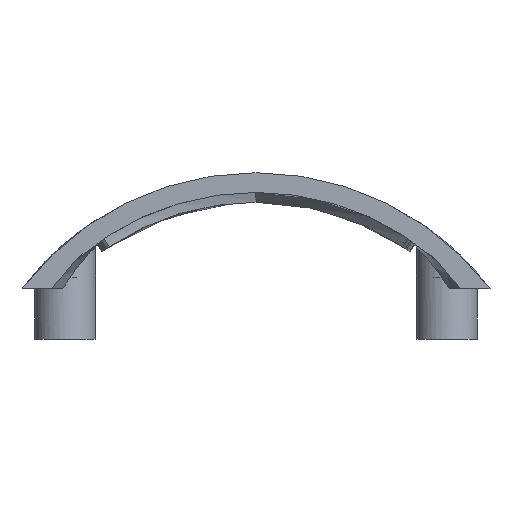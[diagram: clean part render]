
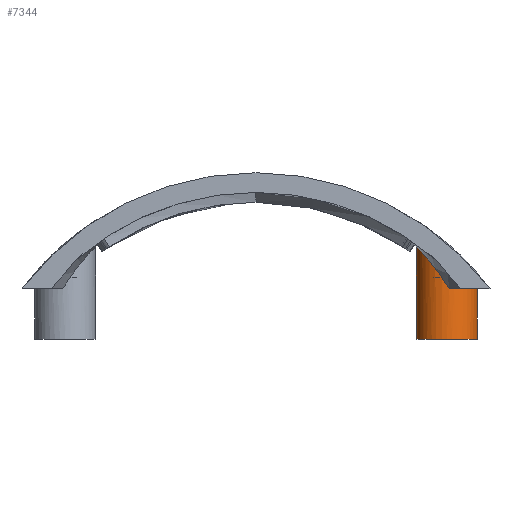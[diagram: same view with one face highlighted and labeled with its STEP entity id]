
A CAD part, front view. The second image highlights one B-rep face of the part: STEP entity #7344.
In plain terms, the highlighted cylindrical face has radius 3.1 mm (diameter 6.2 mm), a partial arc.
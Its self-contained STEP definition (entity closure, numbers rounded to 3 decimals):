
#99 = CARTESIAN_POINT ( 'NONE',  ( 43.125, 3.938, -13.907 ) ) ;
#114 = CARTESIAN_POINT ( 'NONE',  ( 41.749, 1.16, 2.303 ) ) ;
#161 = CARTESIAN_POINT ( 'NONE',  ( 40.317, 2.623, 3.942 ) ) ;
#244 = CARTESIAN_POINT ( 'NONE',  ( 41.977, 1.055, 2.01 ) ) ;
#285 = CARTESIAN_POINT ( 'NONE',  ( 41.714, 1.177, 2.348 ) ) ;
#437 = VERTEX_POINT ( 'NONE', #1139 ) ;
#644 = CIRCLE ( 'NONE', #4415, 3.1 ) ;
#816 = CARTESIAN_POINT ( 'NONE',  ( 42.81, 0.854, 0.843 ) ) ;
#861 = CARTESIAN_POINT ( 'NONE',  ( 40.424, 2.412, 3.831 ) ) ;
#948 = CARTESIAN_POINT ( 'NONE',  ( 43.173, 0.833, 0.29 ) ) ;
#991 = CARTESIAN_POINT ( 'NONE',  ( 42.822, 0.852, 0.825 ) ) ;
#1081 = VECTOR ( 'NONE', #1463, 1000. ) ;
#1139 = CARTESIAN_POINT ( 'NONE',  ( 43.351, 0.846, 0. ) ) ;
#1343 = CIRCLE ( 'NONE', #7835, 3.1 ) ;
#1424 = DIRECTION ( 'NONE',  ( 0., 0., 1. ) ) ;
#1463 = DIRECTION ( 'NONE',  ( 0., 0., 1. ) ) ;
#1568 = CARTESIAN_POINT ( 'NONE',  ( 40.687, 2.022, 3.551 ) ) ;
#1612 = CARTESIAN_POINT ( 'NONE',  ( 40.943, 1.731, 3.268 ) ) ;
#1793 = CARTESIAN_POINT ( 'NONE',  ( 40.056, 3.437, 4.206 ) ) ;
#1894 = VERTEX_POINT ( 'NONE', #6944 ) ;
#1992 = DIRECTION ( 'NONE',  ( 1., 0., 0. ) ) ;
#2008 = CARTESIAN_POINT ( 'NONE',  ( 43.125, 3.938, 0. ) ) ;
#2176 = LINE ( 'NONE', #8689, #1081 ) ;
#2284 = CARTESIAN_POINT ( 'NONE',  ( 40.722, 1.978, 3.513 ) ) ;
#2331 = CARTESIAN_POINT ( 'NONE',  ( 40.269, 2.731, 3.991 ) ) ;
#2349 = DIRECTION ( 'NONE',  ( 0., 0., 1. ) ) ;
#2419 = CARTESIAN_POINT ( 'NONE',  ( 42.516, 0.896, 1.274 ) ) ;
#2450 = DIRECTION ( 'NONE',  ( -1., 0., 0. ) ) ;
#2463 = CARTESIAN_POINT ( 'NONE',  ( 42.288, 0.953, 1.591 ) ) ;
#3039 = CARTESIAN_POINT ( 'NONE',  ( 42.136, 0.999, 1.798 ) ) ;
#3082 = CARTESIAN_POINT ( 'NONE',  ( 40.582, 2.164, 3.664 ) ) ;
#3127 = CARTESIAN_POINT ( 'NONE',  ( 41.737, 1.166, 2.319 ) ) ;
#3168 = CARTESIAN_POINT ( 'NONE',  ( 41.214, 1.496, 2.956 ) ) ;
#3212 = CARTESIAN_POINT ( 'NONE',  ( 40.144, 3.078, 4.118 ) ) ;
#3275 = ORIENTED_EDGE ( 'NONE', *, *, #7156, .T. ) ;
#3558 = CARTESIAN_POINT ( 'NONE',  ( 43.125, 3.938, -5.139 ) ) ;
#3701 = CARTESIAN_POINT ( 'NONE',  ( 41.6, 1.238, 2.491 ) ) ;
#3789 = CARTESIAN_POINT ( 'NONE',  ( 41.193, 1.513, 2.981 ) ) ;
#3821 = CYLINDRICAL_SURFACE ( 'NONE', #4706, 3.1 ) ;
#3834 = CARTESIAN_POINT ( 'NONE',  ( 42.753, 0.86, 0.928 ) ) ;
#3879 = CARTESIAN_POINT ( 'NONE',  ( 42.787, 0.856, 0.877 ) ) ;
#4061 = CARTESIAN_POINT ( 'NONE',  ( 40.025, 3.938, 4.236 ) ) ;
#4136 = CARTESIAN_POINT ( 'NONE',  ( 46.225, 3.938, 0. ) ) ;
#4396 = FACE_OUTER_BOUND ( 'NONE', #8020, .T. ) ;
#4415 = AXIS2_PLACEMENT_3D ( 'NONE', #2008, #7019, #2450 ) ;
#4428 = VERTEX_POINT ( 'NONE', #7720 ) ;
#4454 = CARTESIAN_POINT ( 'NONE',  ( 40.616, 2.116, 3.627 ) ) ;
#4470 = CARTESIAN_POINT ( 'NONE',  ( 40.025, 3.938, -13.907 ) ) ;
#4706 = AXIS2_PLACEMENT_3D ( 'NONE', #99, #8112, #5907 ) ;
#4969 = VECTOR ( 'NONE', #2349, 1000. ) ;
#5175 = VERTEX_POINT ( 'NONE', #8014 ) ;
#5202 = ORIENTED_EDGE ( 'NONE', *, *, #6744, .F. ) ;
#5211 = CARTESIAN_POINT ( 'NONE',  ( 40.245, 2.788, 4.016 ) ) ;
#5227 = B_SPLINE_CURVE_WITH_KNOTS ( 'NONE', 3,
 ( #8085, #948, #5254, #991, #816, #3879, #3834, #6723, #2419, #6766, #2463, #5298, #7298, #6637, #3039, #244, #8795, #114, #3127, #285, #8043, #3701, #6589, #6682, #8881, #3168, #3789, #5877, #5340, #1612, #6055, #2284, #1568, #4454, #3082, #7341, #861, #5965, #161, #2331, #5211, #8838, #3212, #1793, #5386, #4061 ),
 .UNSPECIFIED., .F., .F.,
 ( 4, 2, 2, 1, 1, 1, 2, 2, 1, 1, 1, 2, 2, 1, 1, 1, 2, 2, 1, 1, 1, 2, 2, 2, 2, 2, 2, 2, 4 ),
 ( 0., 0.062, 0.066, 0.07, 0.078, 0.094, 0.125, 0.129, 0.133, 0.141, 0.156, 0.187, 0.191, 0.195, 0.203, 0.219, 0.25, 0.254, 0.258, 0.265, 0.281, 0.312, 0.328, 0.344, 0.375, 0.39, 0.406, 0.437, 0.5 ),
 .UNSPECIFIED. ) ;
#5254 = CARTESIAN_POINT ( 'NONE',  ( 42.999, 0.836, 0.56 ) ) ;
#5298 = CARTESIAN_POINT ( 'NONE',  ( 42.275, 0.956, 1.608 ) ) ;
#5340 = CARTESIAN_POINT ( 'NONE',  ( 41.086, 1.601, 3.105 ) ) ;
#5386 = CARTESIAN_POINT ( 'NONE',  ( 40.025, 3.688, 4.236 ) ) ;
#5853 = ORIENTED_EDGE ( 'NONE', *, *, #7509, .T. ) ;
#5877 = CARTESIAN_POINT ( 'NONE',  ( 41.16, 1.539, 3.019 ) ) ;
#5907 = DIRECTION ( 'NONE',  ( 1., 0., 0. ) ) ;
#5965 = CARTESIAN_POINT ( 'NONE',  ( 40.343, 2.569, 3.916 ) ) ;
#6055 = CARTESIAN_POINT ( 'NONE',  ( 40.829, 1.852, 3.395 ) ) ;
#6154 = ORIENTED_EDGE ( 'NONE', *, *, #7429, .T. ) ;
#6228 = VERTEX_POINT ( 'NONE', #4136 ) ;
#6275 = ORIENTED_EDGE ( 'NONE', *, *, #8401, .T. ) ;
#6589 = CARTESIAN_POINT ( 'NONE',  ( 41.444, 1.329, 2.682 ) ) ;
#6637 = CARTESIAN_POINT ( 'NONE',  ( 42.217, 0.973, 1.688 ) ) ;
#6682 = CARTESIAN_POINT ( 'NONE',  ( 41.317, 1.417, 2.834 ) ) ;
#6723 = CARTESIAN_POINT ( 'NONE',  ( 42.673, 0.87, 1.046 ) ) ;
#6744 = EDGE_CURVE ( 'NONE', #5175, #4428, #7488, .T. ) ;
#6766 = CARTESIAN_POINT ( 'NONE',  ( 42.384, 0.926, 1.458 ) ) ;
#6944 = CARTESIAN_POINT ( 'NONE',  ( 46.225, 3.938, -5.139 ) ) ;
#7019 = DIRECTION ( 'NONE',  ( 0., 0., -1. ) ) ;
#7156 = EDGE_CURVE ( 'NONE', #5175, #1894, #1343, .T. ) ;
#7298 = CARTESIAN_POINT ( 'NONE',  ( 42.252, 0.963, 1.64 ) ) ;
#7341 = CARTESIAN_POINT ( 'NONE',  ( 40.484, 2.31, 3.768 ) ) ;
#7344 = ADVANCED_FACE ( 'NONE', ( #4396 ), #3821, .T. ) ;
#7429 = EDGE_CURVE ( 'NONE', #1894, #6228, #2176, .T. ) ;
#7488 = LINE ( 'NONE', #4470, #4969 ) ;
#7509 = EDGE_CURVE ( 'NONE', #6228, #437, #644, .T. ) ;
#7720 = CARTESIAN_POINT ( 'NONE',  ( 40.025, 3.938, 4.236 ) ) ;
#7835 = AXIS2_PLACEMENT_3D ( 'NONE', #3558, #1424, #1992 ) ;
#8014 = CARTESIAN_POINT ( 'NONE',  ( 40.025, 3.938, -5.139 ) ) ;
#8020 = EDGE_LOOP ( 'NONE', ( #5202, #3275, #6154, #5853, #6275 ) ) ;
#8043 = CARTESIAN_POINT ( 'NONE',  ( 41.679, 1.195, 2.391 ) ) ;
#8085 = CARTESIAN_POINT ( 'NONE',  ( 43.351, 0.846, 0. ) ) ;
#8112 = DIRECTION ( 'NONE',  ( 0., 0., 1. ) ) ;
#8401 = EDGE_CURVE ( 'NONE', #437, #4428, #5227, .T. ) ;
#8689 = CARTESIAN_POINT ( 'NONE',  ( 46.225, 3.938, -13.907 ) ) ;
#8795 = CARTESIAN_POINT ( 'NONE',  ( 41.845, 1.112, 2.181 ) ) ;
#8838 = CARTESIAN_POINT ( 'NONE',  ( 40.18, 2.961, 4.081 ) ) ;
#8881 = CARTESIAN_POINT ( 'NONE',  ( 41.226, 1.487, 2.942 ) ) ;
